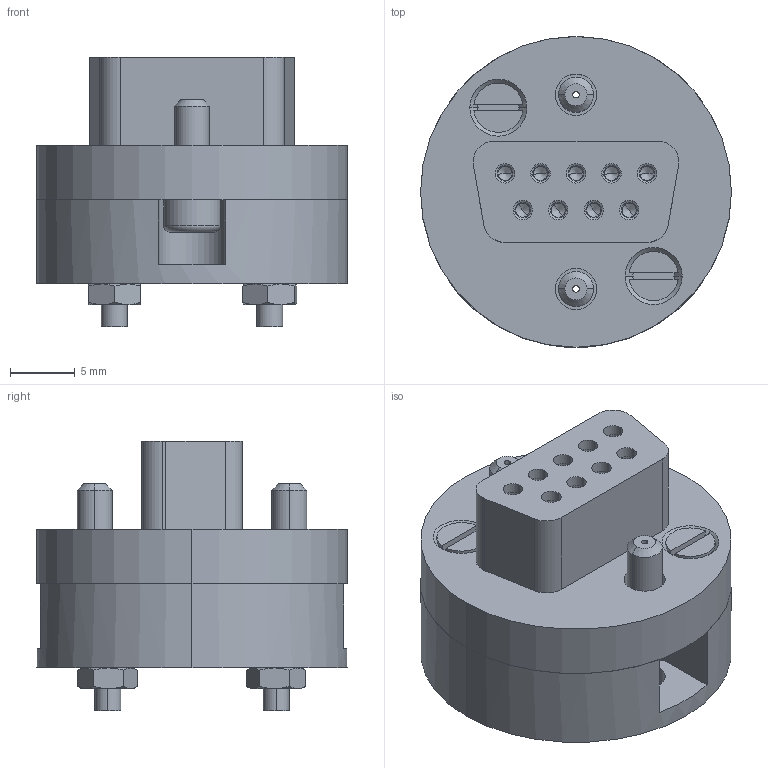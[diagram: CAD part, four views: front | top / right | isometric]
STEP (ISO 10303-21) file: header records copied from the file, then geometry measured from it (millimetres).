
FILE_DESCRIPTION (( 'STEP AP214' ), '1' );
FILE_NAME ('211-FSX-PK-SX.STEP', '2019-11-05T07:45:00', ( 'allectra' ), ( 'Microsoft' ), 'SwSTEP 2.0', 'SolidWorks 2014', '' );
FILE_SCHEMA (( 'AUTOMOTIVE_DESIGN' ));
Length unit declared in the file: millimetre
Products named in the file (7): Hexagon Nut ISO 4032 - M2 - D - N_Hexagon Nut ISO 4032 - M2 - D - N; ISO 2009 - M2 x 14 --- 14C_ISO 2009 - M2 x 14 --- 14C; 9212-PINF-HV; 903-SCREW-4-40-5_16-B; 9211-FSX-PK-SX-BP_9211-FS09-PK-SX-BP; 9211-FSX-PK-SX-FP_9211-FS09-PK-SX-FP; 211-FSX-PK-SX
Assembly tree (17 placements, depth 2):
  211-FSX-PK-SX
    9211-FSX-PK-SX-FP_9211-FS09-PK-SX-FP
    9211-FSX-PK-SX-BP_9211-FS09-PK-SX-BP
    903-SCREW-4-40-5_16-B  x2
    9212-PINF-HV  x9
    ISO 2009 - M2 x 14 --- 14C_ISO 2009 - M2 x 14 --- 14C  x2
    Hexagon Nut ISO 4032 - M2 - D - N_Hexagon Nut ISO 4032 - M2 - D - N  x2
Bounding box: 24 x 24 x 20.8 mm (x, y, z)
Volume: 5098.9 mm3; surface area: 5896.1 mm2
Topology: 17 solids, 26 shells, 785 faces, 1783 edges, 1044 vertices
Faces by surface type: cylinder 271, cone 260, plane 174, torus 80
Entity records: 9103 total; most frequent: DIRECTION 1553, CARTESIAN_POINT 1477, ORIENTED_EDGE 1282, AXIS2_PLACEMENT_3D 650, EDGE_CURVE 641, VERTEX_POINT 390, CIRCLE 352, EDGE_LOOP 349
